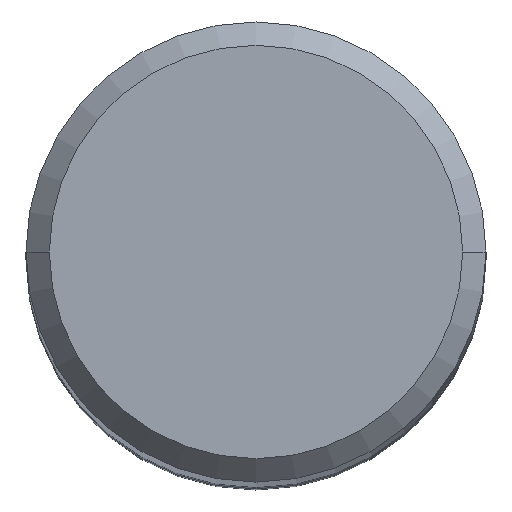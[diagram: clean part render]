
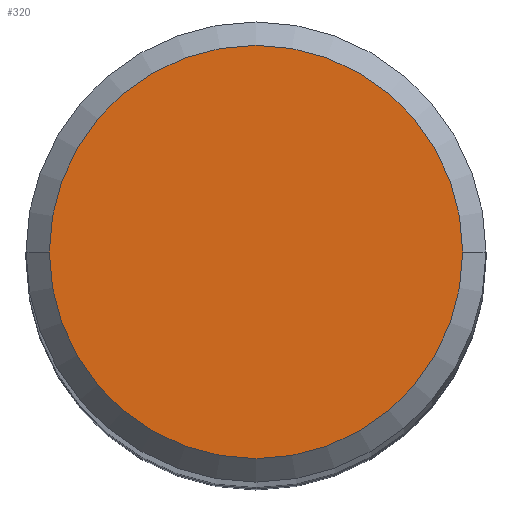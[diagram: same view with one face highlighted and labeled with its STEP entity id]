
A CAD part, top view. The second image highlights one B-rep face of the part: STEP entity #320.
In plain terms, the highlighted planar face has unit normal (0, 0, 1).
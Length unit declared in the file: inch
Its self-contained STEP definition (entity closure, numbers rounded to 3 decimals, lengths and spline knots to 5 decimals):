
#9 = DIRECTION ( 'NONE',  ( 1., 0., 0. ) ) ;
#27 = DIRECTION ( 'NONE',  ( -1., 0., 0. ) ) ;
#41 = CARTESIAN_POINT ( 'NONE',  ( 0.17685, 0., 0. ) ) ;
#102 = CARTESIAN_POINT ( 'NONE',  ( 0., 0., 0. ) ) ;
#138 = EDGE_LOOP ( 'NONE', ( #431, #517 ) ) ;
#164 = DIRECTION ( 'NONE',  ( 0., 0., 1. ) ) ;
#176 = AXIS2_PLACEMENT_3D ( 'NONE', #347, #164, #295 ) ;
#225 = DIRECTION ( 'NONE',  ( 0., 0., 1. ) ) ;
#242 = FACE_OUTER_BOUND ( 'NONE', #138, .T. ) ;
#295 = DIRECTION ( 'NONE',  ( 1., 0., 0. ) ) ;
#316 = VERTEX_POINT ( 'NONE', #498 ) ;
#320 = ADVANCED_FACE ( 'NONE', ( #242 ), #550, .F. ) ;
#347 = CARTESIAN_POINT ( 'NONE',  ( 0., 0., 0. ) ) ;
#350 = CIRCLE ( 'NONE', #176, 0.17685 ) ;
#371 = AXIS2_PLACEMENT_3D ( 'NONE', #102, #225, #9 ) ;
#431 = ORIENTED_EDGE ( 'NONE', *, *, #542, .T. ) ;
#461 = CIRCLE ( 'NONE', #371, 0.17685 ) ;
#462 = CARTESIAN_POINT ( 'NONE',  ( 0., 0.17685, 0. ) ) ;
#472 = VERTEX_POINT ( 'NONE', #41 ) ;
#476 = AXIS2_PLACEMENT_3D ( 'NONE', #462, #508, #27 ) ;
#498 = CARTESIAN_POINT ( 'NONE',  ( -0.17685, 0., 0. ) ) ;
#508 = DIRECTION ( 'NONE',  ( 0., 0., -1. ) ) ;
#509 = EDGE_CURVE ( 'NONE', #472, #316, #350, .T. ) ;
#517 = ORIENTED_EDGE ( 'NONE', *, *, #509, .T. ) ;
#542 = EDGE_CURVE ( 'NONE', #316, #472, #461, .T. ) ;
#550 = PLANE ( 'NONE',  #476 ) ;
